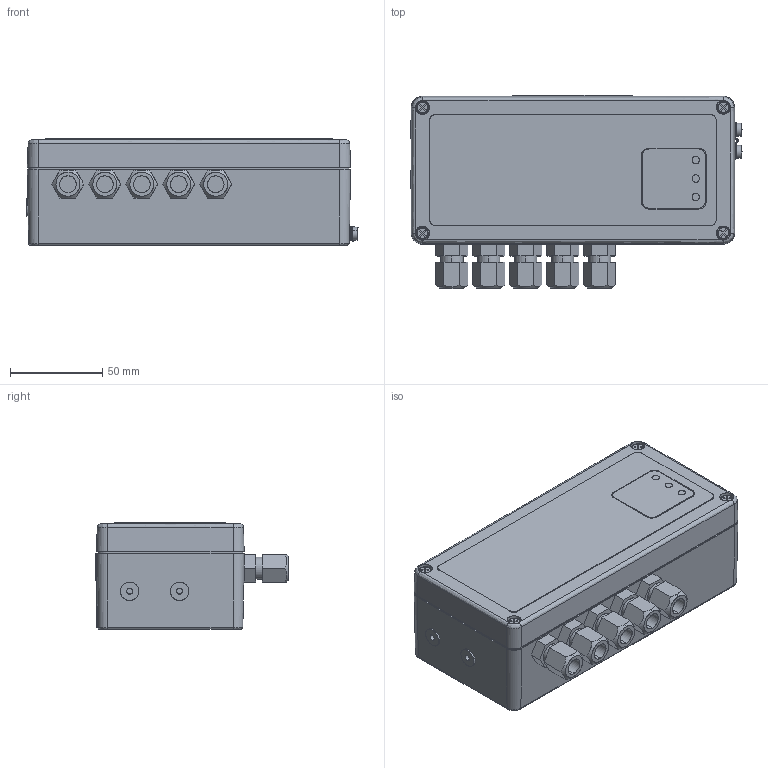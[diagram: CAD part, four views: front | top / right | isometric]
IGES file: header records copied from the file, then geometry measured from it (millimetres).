
Start section: SolidWorks IGES file using analytic representation for surfaces
Global section: file name: ASE_352314.IGS; native system: SolidWorks 2014; preprocessor: SolidWorks 2014; author: LarsenR; date: 150220.082358; units: millimetre
Bounding box: 179.74 x 104.49 x 57.55 mm (x, y, z)
Surface area: 83869.5 mm2 (no closed solid volume)
Topology: 0 solids, 0 shells, 322 faces, 3030 edges, 3030 vertices
Faces by surface type: bspline 213, revolution 109
